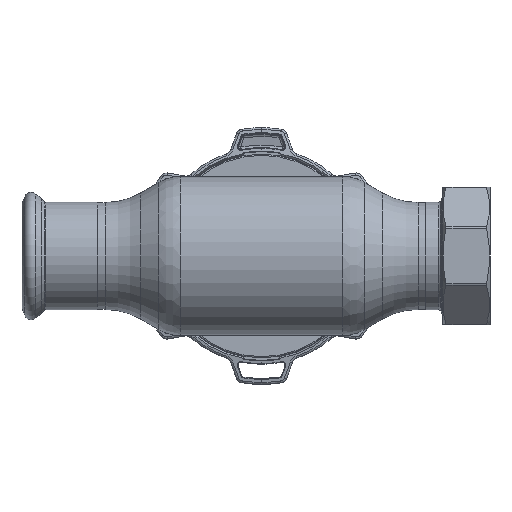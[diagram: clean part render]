
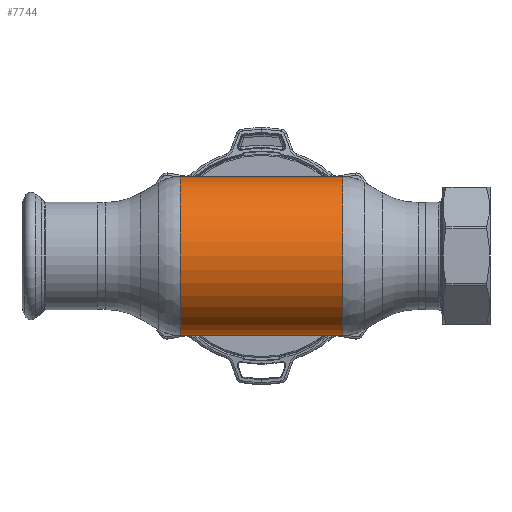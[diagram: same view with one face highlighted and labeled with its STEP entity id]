
A CAD part, front view. The second image highlights one B-rep face of the part: STEP entity #7744.
In plain terms, the highlighted cylindrical face has radius 33.34 mm (diameter 66.68 mm), a partial arc.
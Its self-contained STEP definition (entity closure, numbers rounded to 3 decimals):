
#99 = CIRCLE ( 'NONE', #24838, 33.34 ) ;
#189 = VECTOR ( 'NONE', #17992, 1000. ) ;
#3840 = ORIENTED_EDGE ( 'NONE', *, *, #11259, .T. ) ;
#4440 = LINE ( 'NONE', #29341, #189 ) ;
#7744 = ADVANCED_FACE ( 'NONE', ( #18009 ), #12370, .T. ) ;
#9050 = VERTEX_POINT ( 'NONE', #16355 ) ;
#10045 = CARTESIAN_POINT ( 'NONE',  ( -62.69, 0., 0. ) ) ;
#10144 = VERTEX_POINT ( 'NONE', #12291 ) ;
#11259 = EDGE_CURVE ( 'NONE', #10144, #12057, #22776, .T. ) ;
#12057 = VERTEX_POINT ( 'NONE', #21889 ) ;
#12291 = CARTESIAN_POINT ( 'NONE',  ( 34.177, 0., 33.34 ) ) ;
#12370 = CYLINDRICAL_SURFACE ( 'NONE', #23093, 33.34 ) ;
#12445 = EDGE_LOOP ( 'NONE', ( #25047, #13375, #3840, #28590 ) ) ;
#13375 = ORIENTED_EDGE ( 'NONE', *, *, #19483, .T. ) ;
#13812 = DIRECTION ( 'NONE',  ( -1., 0., 0. ) ) ;
#16355 = CARTESIAN_POINT ( 'NONE',  ( 34.177, 0., -33.34 ) ) ;
#17569 = DIRECTION ( 'NONE',  ( -1., 0., 0. ) ) ;
#17992 = DIRECTION ( 'NONE',  ( -1., 0., 0. ) ) ;
#18009 = FACE_OUTER_BOUND ( 'NONE', #12445, .T. ) ;
#18093 = DIRECTION ( 'NONE',  ( 0., 0., 1. ) ) ;
#19483 = EDGE_CURVE ( 'NONE', #9050, #10144, #99, .T. ) ;
#19581 = DIRECTION ( 'NONE',  ( 0., 0., 1. ) ) ;
#19707 = AXIS2_PLACEMENT_3D ( 'NONE', #34320, #33948, #18093 ) ;
#21889 = CARTESIAN_POINT ( 'NONE',  ( -34.177, 0., 33.34 ) ) ;
#22271 = CARTESIAN_POINT ( 'NONE',  ( 34.177, 0., 0. ) ) ;
#22776 = LINE ( 'NONE', #31497, #33621 ) ;
#23093 = AXIS2_PLACEMENT_3D ( 'NONE', #10045, #23387, #34407 ) ;
#23387 = DIRECTION ( 'NONE',  ( -1., 0., 0. ) ) ;
#24838 = AXIS2_PLACEMENT_3D ( 'NONE', #22271, #13812, #19581 ) ;
#25047 = ORIENTED_EDGE ( 'NONE', *, *, #30719, .F. ) ;
#26663 = CIRCLE ( 'NONE', #19707, 33.34 ) ;
#27371 = VERTEX_POINT ( 'NONE', #30297 ) ;
#28590 = ORIENTED_EDGE ( 'NONE', *, *, #33687, .F. ) ;
#29341 = CARTESIAN_POINT ( 'NONE',  ( -62.69, 0., -33.34 ) ) ;
#30297 = CARTESIAN_POINT ( 'NONE',  ( -34.177, 0., -33.34 ) ) ;
#30719 = EDGE_CURVE ( 'NONE', #9050, #27371, #4440, .T. ) ;
#31497 = CARTESIAN_POINT ( 'NONE',  ( -62.69, 0., 33.34 ) ) ;
#33621 = VECTOR ( 'NONE', #17569, 1000. ) ;
#33687 = EDGE_CURVE ( 'NONE', #27371, #12057, #26663, .T. ) ;
#33948 = DIRECTION ( 'NONE',  ( -1., 0., 0. ) ) ;
#34320 = CARTESIAN_POINT ( 'NONE',  ( -34.177, 0., 0. ) ) ;
#34407 = DIRECTION ( 'NONE',  ( 0., 0., 1. ) ) ;
